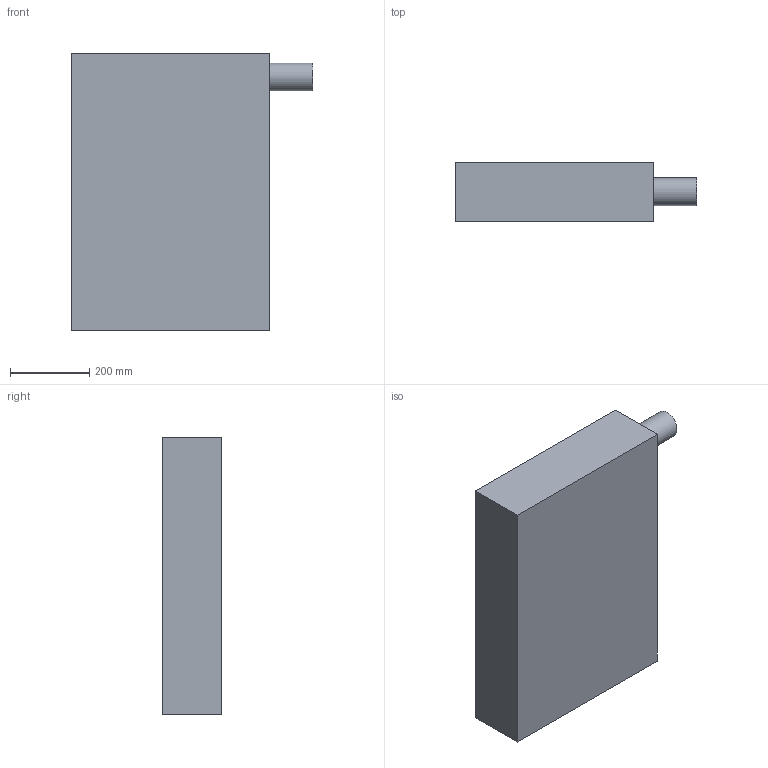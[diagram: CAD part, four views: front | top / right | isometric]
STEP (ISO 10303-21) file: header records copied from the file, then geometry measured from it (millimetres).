
FILE_DESCRIPTION(/* description */ (''),/* implementation_level */ '2;1');
FILE_NAME(/* name */ 'Body_ipt_cbdf38a3.STEP',/* time_stamp */ '2019-12-11T20:59:01+01:00',/* author */ ('Fynn'),/* organization */ (''),/* preprocessor_version */ 'ST-DEVELOPER v18',/* originating_system */ 'Autodesk Inventor 2020',/* authorisation */ '');
FILE_SCHEMA (('AUTOMOTIVE_DESIGN { 1 0 10303 214 3 1 1 }'));
Length unit declared in the file: millimetre
Products named in the file (1): Body
Bounding box: 610 x 150 x 700 mm (x, y, z)
Volume: 52923329.6 mm3; surface area: 1084190.3 mm2
Topology: 1 solids, 1 shells, 8 faces, 17 edges, 12 vertices
Faces by surface type: plane 7, cylinder 1
Full cylindrical faces by diameter (mm): 70 x1
Entity records: 262 total; most frequent: DIRECTION 39, CARTESIAN_POINT 38, ORIENTED_EDGE 34, EDGE_CURVE 17, LINE 13, VECTOR 13, AXIS2_PLACEMENT_3D 13, VERTEX_POINT 12
